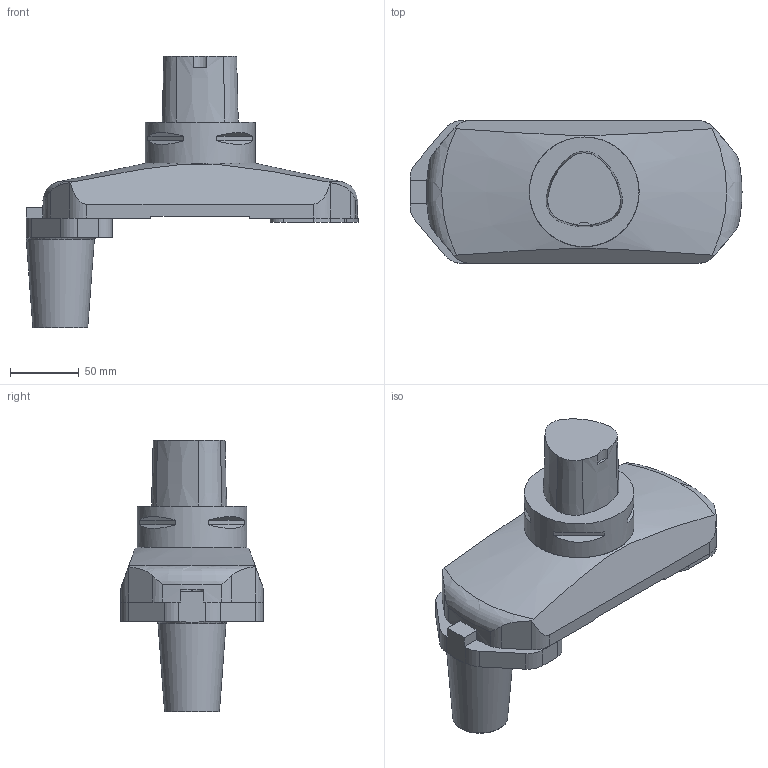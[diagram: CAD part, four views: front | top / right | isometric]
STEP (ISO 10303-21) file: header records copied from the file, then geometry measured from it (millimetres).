
FILE_DESCRIPTION(/* description */ (''),/* implementation_level */ '2;1');
FILE_NAME(/* name */ '1573798495579.stp',/* time_stamp */ '2019-11-15T07:15:03+01:00',/* author */ (''),/* organization */ ('SMS'),/* preprocessor_version */ 'ST-DEVELOPER v16.7',/* originating_system */ 'SIEMENS PLM Software NX 12.0',/* authorisation */ '');
FILE_SCHEMA (('AUTOMOTIVE_DESIGN { 1 0 10303 214 3 1 1 1 }'));
Length unit declared in the file: millimetre
Products named in the file (4): 111169425mod000_01; 111169491mod000_01; 111166624mod000_01; 111164569mod000_01
Assembly tree (3 placements, depth 2):
  111164569mod000_01
    111166624mod000_01
    111169491mod000_01
    111169425mod000_01
Bounding box: 242.02 x 104 x 198 mm (x, y, z)
Volume: 1129034.1 mm3; surface area: 117013.7 mm2
Topology: 3 solids, 3 shells, 151 faces, 368 edges, 247 vertices
Faces by surface type: plane 79, cylinder 40, cone 28, torus 4
Full cylindrical faces by diameter (mm): 6 x2, 10 x2, 12.4 x2, 40 x1, 79.985 x1, 80 x1
Entity records: 4659 total; most frequent: CARTESIAN_POINT 940, DIRECTION 779, ORIENTED_EDGE 690, EDGE_CURVE 345, AXIS2_PLACEMENT_3D 300, VERTEX_POINT 229, EDGE_LOOP 180, LINE 179
